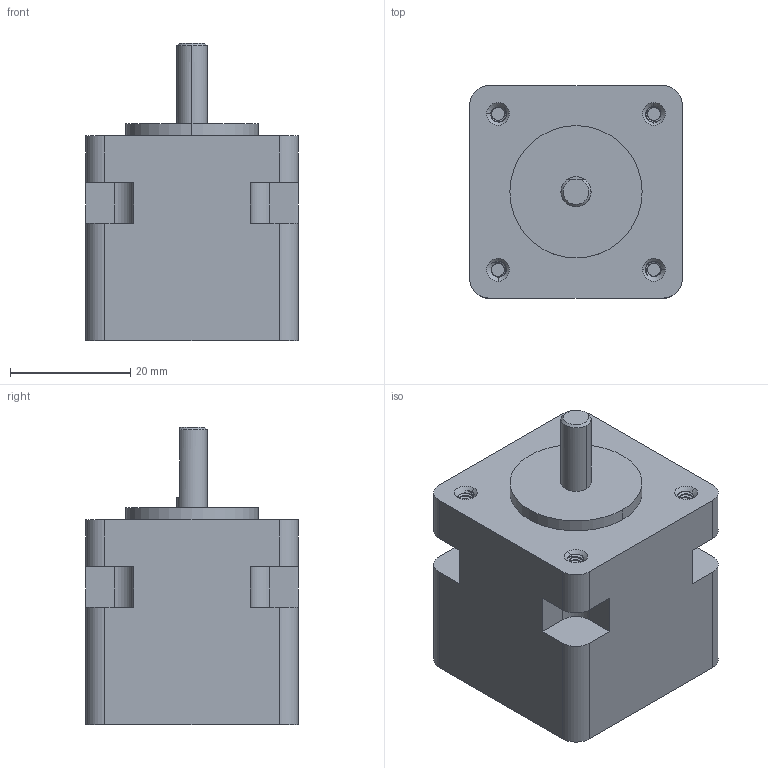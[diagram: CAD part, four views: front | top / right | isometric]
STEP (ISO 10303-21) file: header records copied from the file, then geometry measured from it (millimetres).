
FILE_DESCRIPTION (( 'STEP AP203' ), '1' );
FILE_NAME ('6627T38_Position-Control DC Motor.STEP', '2021-09-24T13:07:30', ( 'Administrator' ), ( 'Managed by Terraform' ), 'SwSTEP 2.0', 'SolidWorks 2017', '' );
FILE_SCHEMA (( 'CONFIG_CONTROL_DESIGN' ));
Length unit declared in the file: inch
Products named in the file (1): 6627T38_Position-Control DC Motor
Bounding box: 35.31 x 35.31 x 49.37 mm (x, y, z)
Volume: 41477.2 mm3; surface area: 9197.3 mm2
Topology: 2 solids, 2 shells, 120 faces, 325 edges, 214 vertices
Faces by surface type: cylinder 62, plane 31, cone 15, bspline 12
Entity records: 6683 total; most frequent: CARTESIAN_POINT 3918, ORIENTED_EDGE 650, DIRECTION 472, EDGE_CURVE 325, VERTEX_POINT 214, AXIS2_PLACEMENT_3D 168, LINE 136, VECTOR 136
